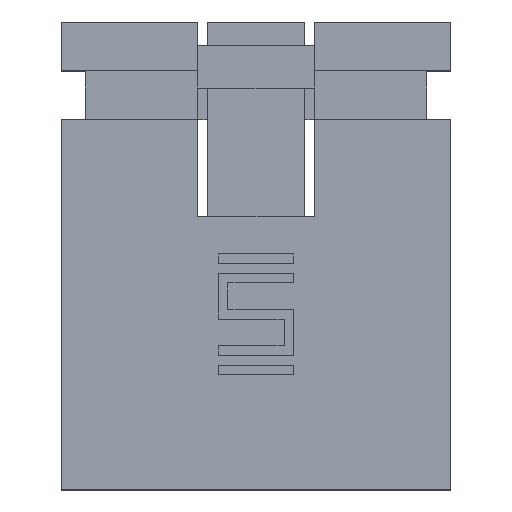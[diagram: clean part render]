
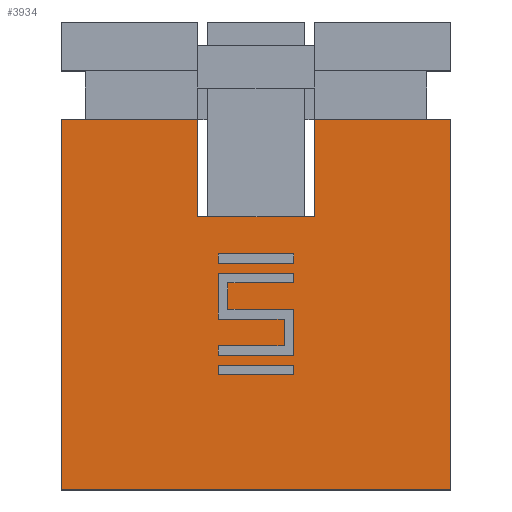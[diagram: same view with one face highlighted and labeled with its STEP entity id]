
A CAD part, top view. The second image highlights one B-rep face of the part: STEP entity #3934.
In plain terms, the highlighted planar face has unit normal (0, 0, 1).
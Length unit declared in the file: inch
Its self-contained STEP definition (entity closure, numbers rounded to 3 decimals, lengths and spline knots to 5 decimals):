
#359=VERTEX_POINT('',#5739);
#360=VERTEX_POINT('',#5741);
#374=VERTEX_POINT('',#5778);
#379=VERTEX_POINT('',#5790);
#386=VERTEX_POINT('',#5812);
#387=VERTEX_POINT('',#5813);
#406=VERTEX_POINT('',#5880);
#407=VERTEX_POINT('',#5882);
#408=VERTEX_POINT('',#5885);
#409=VERTEX_POINT('',#5886);
#410=VERTEX_POINT('',#5888);
#411=VERTEX_POINT('',#5890);
#412=VERTEX_POINT('',#5893);
#413=VERTEX_POINT('',#5894);
#414=VERTEX_POINT('',#5896);
#415=VERTEX_POINT('',#5898);
#416=VERTEX_POINT('',#5901);
#417=VERTEX_POINT('',#5902);
#418=VERTEX_POINT('',#5904);
#419=VERTEX_POINT('',#5906);
#420=VERTEX_POINT('',#5908);
#421=VERTEX_POINT('',#5910);
#422=VERTEX_POINT('',#5912);
#423=VERTEX_POINT('',#5914);
#424=VERTEX_POINT('',#5916);
#425=VERTEX_POINT('',#5918);
#426=VERTEX_POINT('',#5920);
#427=VERTEX_POINT('',#5922);
#787=VECTOR('',#4735,1.);
#807=VECTOR('',#4759,1.);
#813=VECTOR('',#4766,1.);
#823=VECTOR('',#4780,1.);
#849=VECTOR('',#4813,1.);
#857=VECTOR('',#4828,1.);
#858=VECTOR('',#4829,1.);
#859=VECTOR('',#4830,1.);
#860=VECTOR('',#4831,1.);
#861=VECTOR('',#4832,1.);
#862=VECTOR('',#4833,1.);
#863=VECTOR('',#4834,1.);
#864=VECTOR('',#4835,1.);
#865=VECTOR('',#4836,1.);
#866=VECTOR('',#4837,1.);
#867=VECTOR('',#4838,1.);
#868=VECTOR('',#4839,1.);
#869=VECTOR('',#4840,1.);
#870=VECTOR('',#4841,1.);
#871=VECTOR('',#4842,1.);
#872=VECTOR('',#4843,1.);
#873=VECTOR('',#4844,1.);
#874=VECTOR('',#4845,1.);
#875=VECTOR('',#4846,1.);
#876=VECTOR('',#4847,1.);
#877=VECTOR('',#4848,1.);
#878=VECTOR('',#4849,1.);
#879=VECTOR('',#4850,1.);
#1329=LINE('',#5740,#787);
#1349=LINE('',#5779,#807);
#1355=LINE('',#5791,#813);
#1365=LINE('',#5811,#823);
#1391=LINE('',#5862,#849);
#1399=LINE('',#5879,#857);
#1400=LINE('',#5881,#858);
#1401=LINE('',#5883,#859);
#1402=LINE('',#5884,#860);
#1403=LINE('',#5887,#861);
#1404=LINE('',#5889,#862);
#1405=LINE('',#5891,#863);
#1406=LINE('',#5892,#864);
#1407=LINE('',#5895,#865);
#1408=LINE('',#5897,#866);
#1409=LINE('',#5899,#867);
#1410=LINE('',#5900,#868);
#1411=LINE('',#5903,#869);
#1412=LINE('',#5905,#870);
#1413=LINE('',#5907,#871);
#1414=LINE('',#5909,#872);
#1415=LINE('',#5911,#873);
#1416=LINE('',#5913,#874);
#1417=LINE('',#5915,#875);
#1418=LINE('',#5917,#876);
#1419=LINE('',#5919,#877);
#1420=LINE('',#5921,#878);
#1421=LINE('',#5923,#879);
#1915=EDGE_CURVE('',#360,#359,#1329,.T.);
#1935=EDGE_CURVE('',#359,#374,#1349,.T.);
#1941=EDGE_CURVE('',#379,#374,#1355,.T.);
#1951=EDGE_CURVE('',#386,#387,#1365,.T.);
#1977=EDGE_CURVE('',#386,#360,#1391,.T.);
#1985=EDGE_CURVE('',#387,#406,#1399,.T.);
#1986=EDGE_CURVE('',#407,#379,#1400,.T.);
#1987=EDGE_CURVE('',#406,#407,#1401,.T.);
#1988=EDGE_CURVE('',#408,#409,#1402,.T.);
#1989=EDGE_CURVE('',#410,#409,#1403,.T.);
#1990=EDGE_CURVE('',#410,#411,#1404,.T.);
#1991=EDGE_CURVE('',#408,#411,#1405,.T.);
#1992=EDGE_CURVE('',#412,#413,#1406,.T.);
#1993=EDGE_CURVE('',#414,#413,#1407,.T.);
#1994=EDGE_CURVE('',#414,#415,#1408,.T.);
#1995=EDGE_CURVE('',#412,#415,#1409,.T.);
#1996=EDGE_CURVE('',#416,#417,#1410,.T.);
#1997=EDGE_CURVE('',#418,#416,#1411,.T.);
#1998=EDGE_CURVE('',#418,#419,#1412,.T.);
#1999=EDGE_CURVE('',#420,#419,#1413,.T.);
#2000=EDGE_CURVE('',#420,#421,#1414,.T.);
#2001=EDGE_CURVE('',#422,#421,#1415,.T.);
#2002=EDGE_CURVE('',#423,#422,#1416,.T.);
#2003=EDGE_CURVE('',#424,#423,#1417,.T.);
#2004=EDGE_CURVE('',#425,#424,#1418,.T.);
#2005=EDGE_CURVE('',#425,#426,#1419,.T.);
#2006=EDGE_CURVE('',#427,#426,#1420,.T.);
#2007=EDGE_CURVE('',#417,#427,#1421,.T.);
#2880=ORIENTED_EDGE('',*,*,#1985,.F.);
#2881=ORIENTED_EDGE('',*,*,#1951,.F.);
#2882=ORIENTED_EDGE('',*,*,#1977,.T.);
#2883=ORIENTED_EDGE('',*,*,#1915,.T.);
#2884=ORIENTED_EDGE('',*,*,#1935,.T.);
#2885=ORIENTED_EDGE('',*,*,#1941,.F.);
#2886=ORIENTED_EDGE('',*,*,#1986,.F.);
#2887=ORIENTED_EDGE('',*,*,#1987,.F.);
#2888=ORIENTED_EDGE('',*,*,#1988,.T.);
#2889=ORIENTED_EDGE('',*,*,#1989,.F.);
#2890=ORIENTED_EDGE('',*,*,#1990,.T.);
#2891=ORIENTED_EDGE('',*,*,#1991,.F.);
#2892=ORIENTED_EDGE('',*,*,#1992,.T.);
#2893=ORIENTED_EDGE('',*,*,#1993,.F.);
#2894=ORIENTED_EDGE('',*,*,#1994,.T.);
#2895=ORIENTED_EDGE('',*,*,#1995,.F.);
#2896=ORIENTED_EDGE('',*,*,#1996,.F.);
#2897=ORIENTED_EDGE('',*,*,#1997,.F.);
#2898=ORIENTED_EDGE('',*,*,#1998,.T.);
#2899=ORIENTED_EDGE('',*,*,#1999,.F.);
#2900=ORIENTED_EDGE('',*,*,#2000,.T.);
#2901=ORIENTED_EDGE('',*,*,#2001,.F.);
#2902=ORIENTED_EDGE('',*,*,#2002,.F.);
#2903=ORIENTED_EDGE('',*,*,#2003,.F.);
#2904=ORIENTED_EDGE('',*,*,#2004,.F.);
#2905=ORIENTED_EDGE('',*,*,#2005,.T.);
#2906=ORIENTED_EDGE('',*,*,#2006,.F.);
#2907=ORIENTED_EDGE('',*,*,#2007,.F.);
#3504=EDGE_LOOP('',(#2880,#2881,#2882,#2883,#2884,#2885,#2886,#2887));
#3505=EDGE_LOOP('',(#2888,#2889,#2890,#2891));
#3506=EDGE_LOOP('',(#2892,#2893,#2894,#2895));
#3507=EDGE_LOOP('',(#2896,#2897,#2898,#2899,#2900,#2901,#2902,#2903,#2904,
#2905,#2906,#2907));
#3722=FACE_BOUND('',#3504,.T.);
#3723=FACE_BOUND('',#3505,.T.);
#3724=FACE_BOUND('',#3506,.T.);
#3725=FACE_BOUND('',#3507,.T.);
#3934=ADVANCED_FACE('',(#3722,#3723,#3724,#3725),#6428,.T.);
#4187=AXIS2_PLACEMENT_3D('',#5878,#4827,$);
#4735=DIRECTION('',(1.,0.,0.));
#4759=DIRECTION('',(0.,1.,0.));
#4766=DIRECTION('',(1.,0.,0.));
#4780=DIRECTION('',(1.,0.,0.));
#4813=DIRECTION('',(0.,-1.,0.));
#4827=DIRECTION('',(0.,0.,1.));
#4828=DIRECTION('',(0.,-1.,0.));
#4829=DIRECTION('',(0.,1.,0.));
#4830=DIRECTION('',(1.,0.,0.));
#4831=DIRECTION('',(-1.,0.,0.));
#4832=DIRECTION('',(0.,-1.,0.));
#4833=DIRECTION('',(1.,0.,0.));
#4834=DIRECTION('',(0.,1.,0.));
#4835=DIRECTION('',(0.,1.,0.));
#4836=DIRECTION('',(-1.,0.,0.));
#4837=DIRECTION('',(0.,-1.,0.));
#4838=DIRECTION('',(1.,0.,0.));
#4839=DIRECTION('',(1.,0.,0.));
#4840=DIRECTION('',(0.,-1.,0.));
#4841=DIRECTION('',(1.,0.,0.));
#4842=DIRECTION('',(0.,1.,0.));
#4843=DIRECTION('',(-1.,0.,0.));
#4844=DIRECTION('',(0.,1.,0.));
#4845=DIRECTION('',(-1.,0.,0.));
#4846=DIRECTION('',(0.,1.,0.));
#4847=DIRECTION('',(1.,0.,0.));
#4848=DIRECTION('',(0.,1.,0.));
#4849=DIRECTION('',(-1.,0.,0.));
#4850=DIRECTION('',(0.,-1.,0.));
#5739=CARTESIAN_POINT('',(0.1,-0.12,0.05));
#5740=CARTESIAN_POINT('',(-0.1,-0.12,0.05));
#5741=CARTESIAN_POINT('',(-0.1,-0.12,0.05));
#5778=CARTESIAN_POINT('',(0.1,0.07,0.05));
#5779=CARTESIAN_POINT('',(0.1,0.12,0.05));
#5790=CARTESIAN_POINT('',(0.03,0.07,0.05));
#5791=CARTESIAN_POINT('',(-0.1,0.07,0.05));
#5811=CARTESIAN_POINT('',(-0.1,0.07,0.05));
#5812=CARTESIAN_POINT('',(-0.1,0.07,0.05));
#5813=CARTESIAN_POINT('',(-0.03,0.07,0.05));
#5862=CARTESIAN_POINT('',(-0.1,0.12,0.05));
#5878=CARTESIAN_POINT('',(-0.1,-0.12,0.05));
#5879=CARTESIAN_POINT('',(-0.03,0.12,0.05));
#5880=CARTESIAN_POINT('',(-0.03,0.02,0.05));
#5881=CARTESIAN_POINT('',(0.03,0.12,0.05));
#5882=CARTESIAN_POINT('',(0.03,0.02,0.05));
#5883=CARTESIAN_POINT('',(0.03,0.02,0.05));
#5884=CARTESIAN_POINT('',(0.01938,-0.00396,0.05));
#5885=CARTESIAN_POINT('',(0.01938,-0.00396,0.05));
#5886=CARTESIAN_POINT('',(-0.01938,-0.00396,0.05));
#5887=CARTESIAN_POINT('',(-0.01938,0.001,0.05));
#5888=CARTESIAN_POINT('',(-0.01938,0.001,0.05));
#5889=CARTESIAN_POINT('',(-0.01938,0.001,0.05));
#5890=CARTESIAN_POINT('',(0.01938,0.001,0.05));
#5891=CARTESIAN_POINT('',(0.01938,-0.00396,0.05));
#5892=CARTESIAN_POINT('',(-0.01938,-0.061,0.05));
#5893=CARTESIAN_POINT('',(-0.01938,-0.061,0.05));
#5894=CARTESIAN_POINT('',(-0.01938,-0.05604,0.05));
#5895=CARTESIAN_POINT('',(0.01938,-0.05604,0.05));
#5896=CARTESIAN_POINT('',(0.01938,-0.05604,0.05));
#5897=CARTESIAN_POINT('',(0.01938,-0.05604,0.05));
#5898=CARTESIAN_POINT('',(0.01938,-0.061,0.05));
#5899=CARTESIAN_POINT('',(-0.01938,-0.061,0.05));
#5900=CARTESIAN_POINT('',(-0.01938,-0.03248,0.05));
#5901=CARTESIAN_POINT('',(-0.01938,-0.03248,0.05));
#5902=CARTESIAN_POINT('',(0.01442,-0.03248,0.05));
#5903=CARTESIAN_POINT('',(-0.01938,-0.00892,0.05));
#5904=CARTESIAN_POINT('',(-0.01938,-0.00892,0.05));
#5905=CARTESIAN_POINT('',(-0.01938,-0.00892,0.05));
#5906=CARTESIAN_POINT('',(0.01938,-0.00892,0.05));
#5907=CARTESIAN_POINT('',(0.01938,-0.01388,0.05));
#5908=CARTESIAN_POINT('',(0.01938,-0.01388,0.05));
#5909=CARTESIAN_POINT('',(0.01938,-0.01388,0.05));
#5910=CARTESIAN_POINT('',(-0.01442,-0.01388,0.05));
#5911=CARTESIAN_POINT('',(-0.01442,-0.02752,0.05));
#5912=CARTESIAN_POINT('',(-0.01442,-0.02752,0.05));
#5913=CARTESIAN_POINT('',(0.01938,-0.02752,0.05));
#5914=CARTESIAN_POINT('',(0.01938,-0.02752,0.05));
#5915=CARTESIAN_POINT('',(0.01938,-0.05108,0.05));
#5916=CARTESIAN_POINT('',(0.01938,-0.05108,0.05));
#5917=CARTESIAN_POINT('',(-0.01938,-0.05108,0.05));
#5918=CARTESIAN_POINT('',(-0.01938,-0.05108,0.05));
#5919=CARTESIAN_POINT('',(-0.01938,-0.05108,0.05));
#5920=CARTESIAN_POINT('',(-0.01938,-0.04612,0.05));
#5921=CARTESIAN_POINT('',(0.01442,-0.04612,0.05));
#5922=CARTESIAN_POINT('',(0.01442,-0.04612,0.05));
#5923=CARTESIAN_POINT('',(0.01442,-0.03248,0.05));
#6428=PLANE('',#4187);
